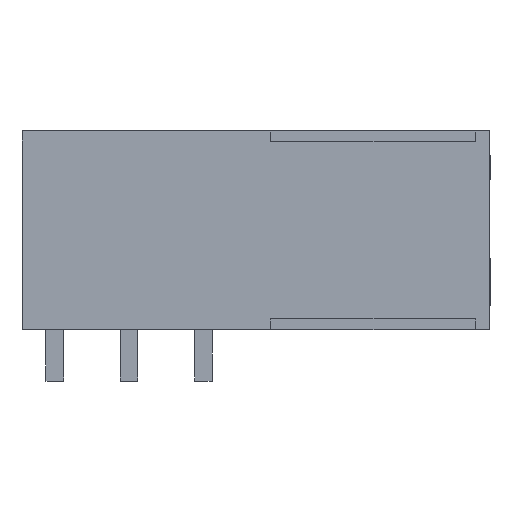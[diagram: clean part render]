
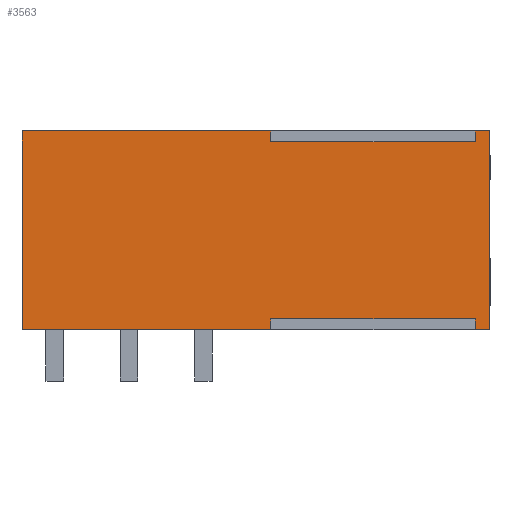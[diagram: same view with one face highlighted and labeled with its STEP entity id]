
A CAD part, left-side view. The second image highlights one B-rep face of the part: STEP entity #3563.
In plain terms, the highlighted planar face has unit normal (-1, 0, 0).
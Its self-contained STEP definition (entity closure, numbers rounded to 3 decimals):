
#3509=AXIS2_PLACEMENT_3D('Plane Axis2P3D',#3506,#3507,#3508) ;
#1902=CARTESIAN_POINT('Vertex',(0.,0.,17.1)) ;
#1905=CARTESIAN_POINT('Line Origine',(0.,0.,10.3)) ;
#1909=CARTESIAN_POINT('Vertex',(0.,0.,3.5)) ;
#2384=CARTESIAN_POINT('Line Origine',(0.,0.5,3.5)) ;
#2388=CARTESIAN_POINT('Vertex',(0.,1.,3.5)) ;
#2409=CARTESIAN_POINT('Vertex',(0.,15.,3.5)) ;
#2412=CARTESIAN_POINT('Line Origine',(0.,23.5,3.5)) ;
#2416=CARTESIAN_POINT('Vertex',(0.,32.,3.5)) ;
#2615=CARTESIAN_POINT('Line Origine',(0.,32.,10.3)) ;
#2619=CARTESIAN_POINT('Vertex',(0.,32.,17.1)) ;
#2675=CARTESIAN_POINT('Line Origine',(0.,23.5,17.1)) ;
#2679=CARTESIAN_POINT('Vertex',(0.,15.,17.1)) ;
#2700=CARTESIAN_POINT('Vertex',(0.,1.,17.1)) ;
#2703=CARTESIAN_POINT('Line Origine',(0.,0.5,17.1)) ;
#3506=CARTESIAN_POINT('Axis2P3D Location',(0.,0.,17.1)) ;
#3511=CARTESIAN_POINT('Line Origine',(0.,1.,16.725)) ;
#3515=CARTESIAN_POINT('Vertex',(0.,1.,16.35)) ;
#3518=CARTESIAN_POINT('Line Origine',(0.,8.,16.35)) ;
#3522=CARTESIAN_POINT('Vertex',(0.,15.,16.35)) ;
#3525=CARTESIAN_POINT('Line Origine',(0.,15.,16.725)) ;
#3530=CARTESIAN_POINT('Line Origine',(0.,15.,3.875)) ;
#3534=CARTESIAN_POINT('Vertex',(0.,15.,4.25)) ;
#3537=CARTESIAN_POINT('Line Origine',(0.,8.,4.25)) ;
#3541=CARTESIAN_POINT('Vertex',(0.,1.,4.25)) ;
#3544=CARTESIAN_POINT('Line Origine',(0.,1.,3.875)) ;
#1906=DIRECTION('Vector Direction',(0.,0.,-1.)) ;
#2385=DIRECTION('Vector Direction',(0.,1.,0.)) ;
#2413=DIRECTION('Vector Direction',(0.,1.,0.)) ;
#2616=DIRECTION('Vector Direction',(0.,0.,-1.)) ;
#2676=DIRECTION('Vector Direction',(0.,1.,0.)) ;
#2704=DIRECTION('Vector Direction',(0.,1.,0.)) ;
#3507=DIRECTION('Axis2P3D Direction',(1.,0.,0.)) ;
#3508=DIRECTION('Axis2P3D XDirection',(0.,0.,-1.)) ;
#3512=DIRECTION('Vector Direction',(0.,0.,-1.)) ;
#3519=DIRECTION('Vector Direction',(0.,1.,0.)) ;
#3526=DIRECTION('Vector Direction',(0.,0.,-1.)) ;
#3531=DIRECTION('Vector Direction',(0.,0.,-1.)) ;
#3538=DIRECTION('Vector Direction',(0.,1.,0.)) ;
#3545=DIRECTION('Vector Direction',(0.,0.,-1.)) ;
#1907=VECTOR('Line Direction',#1906,1.) ;
#2386=VECTOR('Line Direction',#2385,1.) ;
#2414=VECTOR('Line Direction',#2413,1.) ;
#2617=VECTOR('Line Direction',#2616,1.) ;
#2677=VECTOR('Line Direction',#2676,1.) ;
#2705=VECTOR('Line Direction',#2704,1.) ;
#3513=VECTOR('Line Direction',#3512,1.) ;
#3520=VECTOR('Line Direction',#3519,1.) ;
#3527=VECTOR('Line Direction',#3526,1.) ;
#3532=VECTOR('Line Direction',#3531,1.) ;
#3539=VECTOR('Line Direction',#3538,1.) ;
#3546=VECTOR('Line Direction',#3545,1.) ;
#3550=ORIENTED_EDGE('',*,*,#3517,.F.) ;
#3551=ORIENTED_EDGE('',*,*,#3524,.T.) ;
#3552=ORIENTED_EDGE('',*,*,#3529,.F.) ;
#3553=ORIENTED_EDGE('',*,*,#2681,.T.) ;
#3554=ORIENTED_EDGE('',*,*,#2621,.T.) ;
#3555=ORIENTED_EDGE('',*,*,#2418,.F.) ;
#3556=ORIENTED_EDGE('',*,*,#3536,.F.) ;
#3557=ORIENTED_EDGE('',*,*,#3543,.F.) ;
#3558=ORIENTED_EDGE('',*,*,#3548,.F.) ;
#3559=ORIENTED_EDGE('',*,*,#2390,.F.) ;
#3560=ORIENTED_EDGE('',*,*,#1911,.F.) ;
#3561=ORIENTED_EDGE('',*,*,#2707,.T.) ;
#3563=ADVANCED_FACE('HOUSING',(#3562),#3510,.F.) ;
#1911=EDGE_CURVE('',#1903,#1910,#1908,.T.) ;
#2390=EDGE_CURVE('',#1910,#2389,#2387,.T.) ;
#2418=EDGE_CURVE('',#2410,#2417,#2415,.T.) ;
#2621=EDGE_CURVE('',#2620,#2417,#2618,.T.) ;
#2681=EDGE_CURVE('',#2680,#2620,#2678,.T.) ;
#2707=EDGE_CURVE('',#1903,#2701,#2706,.T.) ;
#3517=EDGE_CURVE('',#3516,#2701,#3514,.F.) ;
#3524=EDGE_CURVE('',#3516,#3523,#3521,.T.) ;
#3529=EDGE_CURVE('',#2680,#3523,#3528,.T.) ;
#3536=EDGE_CURVE('',#3535,#2410,#3533,.T.) ;
#3543=EDGE_CURVE('',#3542,#3535,#3540,.T.) ;
#3548=EDGE_CURVE('',#2389,#3542,#3547,.F.) ;
#3549=EDGE_LOOP('',(#3550,#3551,#3552,#3553,#3554,#3555,#3556,#3557,#3558,#3559,#3560,#3561)) ;
#3562=FACE_OUTER_BOUND('',#3549,.T.) ;
#1908=LINE('Line',#1905,#1907) ;
#2387=LINE('Line',#2384,#2386) ;
#2415=LINE('Line',#2412,#2414) ;
#2618=LINE('Line',#2615,#2617) ;
#2678=LINE('Line',#2675,#2677) ;
#2706=LINE('Line',#2703,#2705) ;
#3514=LINE('Line',#3511,#3513) ;
#3521=LINE('Line',#3518,#3520) ;
#3528=LINE('Line',#3525,#3527) ;
#3533=LINE('Line',#3530,#3532) ;
#3540=LINE('Line',#3537,#3539) ;
#3547=LINE('Line',#3544,#3546) ;
#3510=PLANE('',#3509) ;
#1903=VERTEX_POINT('',#1902) ;
#1910=VERTEX_POINT('',#1909) ;
#2389=VERTEX_POINT('',#2388) ;
#2410=VERTEX_POINT('',#2409) ;
#2417=VERTEX_POINT('',#2416) ;
#2620=VERTEX_POINT('',#2619) ;
#2680=VERTEX_POINT('',#2679) ;
#2701=VERTEX_POINT('',#2700) ;
#3516=VERTEX_POINT('',#3515) ;
#3523=VERTEX_POINT('',#3522) ;
#3535=VERTEX_POINT('',#3534) ;
#3542=VERTEX_POINT('',#3541) ;
